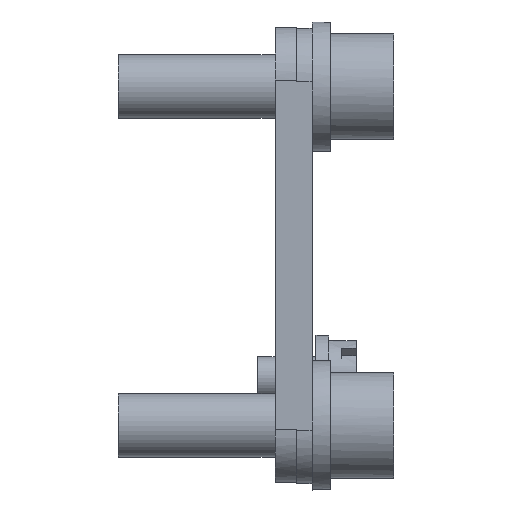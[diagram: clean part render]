
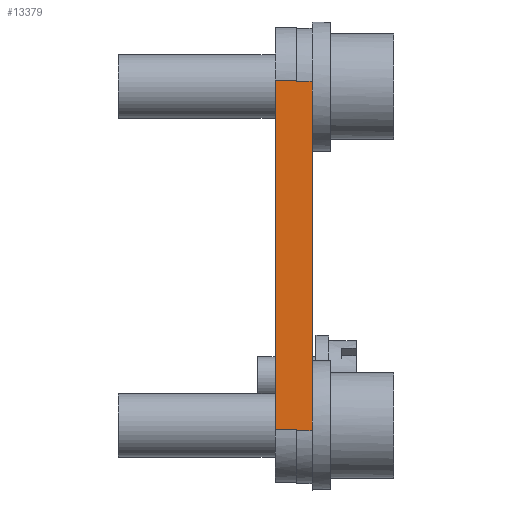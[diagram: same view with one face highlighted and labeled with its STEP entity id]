
A CAD part, left-side view. The second image highlights one B-rep face of the part: STEP entity #13379.
In plain terms, the highlighted free-form (B-spline) face has degree [1, 1] with [2, 2] control points.
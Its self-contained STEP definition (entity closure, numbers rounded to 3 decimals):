
#8692=CARTESIAN_POINT('V487',(-70.5,-3.5,
   16.5));
#8693=VERTEX_POINT('V487',#8692);
#8708=CARTESIAN_POINT('V238',(-70.5,-2.0,
   16.6));
#8709=VERTEX_POINT('V238',#8708);
#8723=CARTESIAN_POINT('V488',(-70.5,-2.0,
   16.5));
#8724=VERTEX_POINT('V488',#8723);
#8725=CARTESIAN_POINT('E724',(-70.5,-2.0,
   16.5));
#8726=CARTESIAN_POINT('E724',(-70.5,-2.0,
   16.55));
#8727=CARTESIAN_POINT('E724',(-70.499,-2.0,
   16.6));
#8735=(BOUNDED_CURVE()B_SPLINE_CURVE(2,(#8725,#8726,#8727),
   .CIRCULAR_ARC.,.F.,.U.)B_SPLINE_CURVE_WITH_KNOTS((3,3),(
   6.573,6.667),.UNSPECIFIED.)CURVE()
   GEOMETRIC_REPRESENTATION_ITEM()RATIONAL_B_SPLINE_CURVE((1.0,
   0.996,0.992))REPRESENTATION_ITEM('E724')
   );
#8736=EDGE_CURVE('E724',#8724,#8709,#8735,.T.);
#8738=CARTESIAN_POINT('E723',(-70.5,-3.5,
   16.5));
#8739=CARTESIAN_POINT('E723',(-70.5,-2.0,
   16.5));
#8740=QUASI_UNIFORM_CURVE('E723',1,(#8738,#8739),.POLYLINE_FORM.,.F.,
   .U.);
#8741=EDGE_CURVE('E723',#8693,#8724,#8740,.T.);
#11336=CARTESIAN_POINT('V286',(-70.5,0.,
   16.6));
#11337=VERTEX_POINT('V286',#11336);
#11351=CARTESIAN_POINT('E431',(-70.5,-2.0,
   16.6));
#11352=CARTESIAN_POINT('E431',(-70.5,0.,
   16.6));
#11353=QUASI_UNIFORM_CURVE('E431',1,(#11351,#11352),.POLYLINE_FORM.,
   .F.,.U.);
#11354=EDGE_CURVE('E431',#8709,#11337,#11353,.T.);
#11364=CARTESIAN_POINT('V294',(-70.5,0.,
   -16.4));
#11365=VERTEX_POINT('V294',#11364);
#11379=CARTESIAN_POINT('E725',(-70.5,0.,
   16.6));
#11380=CARTESIAN_POINT('E725',(-70.5,0.,
   -16.4));
#11381=B_SPLINE_CURVE_WITH_KNOTS('E725',1,(#11379,#11380),
   .POLYLINE_FORM.,.F.,.U.,(2,2),(0.0,16.5),
   .UNSPECIFIED.);
#11382=EDGE_CURVE('E725',#11337,#11365,#11381,.T.);
#11444=CARTESIAN_POINT('V221',(-70.5,-2.0,
   -16.5));
#11445=VERTEX_POINT('V221',#11444);
#11459=CARTESIAN_POINT('V293',(-70.5,-2.0,
   -16.4));
#11460=VERTEX_POINT('V293',#11459);
#11461=CARTESIAN_POINT('E441',(-70.5,-2.0,
   -16.4));
#11462=CARTESIAN_POINT('E441',(-70.5,-2.0,
   -16.45));
#11463=CARTESIAN_POINT('E441',(-70.499,-2.0,
   -16.5));
#11471=(BOUNDED_CURVE()B_SPLINE_CURVE(2,(#11461,#11462,#11463),
   .CIRCULAR_ARC.,.F.,.U.)B_SPLINE_CURVE_WITH_KNOTS((3,3),(
   4.93,5.0),.UNSPECIFIED.)CURVE()
   GEOMETRIC_REPRESENTATION_ITEM()RATIONAL_B_SPLINE_CURVE((1.0,
   0.996,0.992))REPRESENTATION_ITEM('E441')
   );
#11472=EDGE_CURVE('E441',#11460,#11445,#11471,.T.);
#11474=CARTESIAN_POINT('E442',(-70.5,0.,
   -16.4));
#11475=CARTESIAN_POINT('E442',(-70.5,-2.0,
   -16.4));
#11476=QUASI_UNIFORM_CURVE('E442',1,(#11474,#11475),.POLYLINE_FORM.,
   .F.,.U.);
#11477=EDGE_CURVE('E442',#11365,#11460,#11476,.T.);
#11532=CARTESIAN_POINT('V484',(-70.5,
   -3.5,-16.5));
#11533=VERTEX_POINT('V484',#11532);
#11547=CARTESIAN_POINT('E726',(-70.5,-2.0,
   -16.5));
#11548=CARTESIAN_POINT('E726',(-70.5,
   -3.5,-16.5));
#11549=QUASI_UNIFORM_CURVE('E726',1,(#11547,#11548),.POLYLINE_FORM.,
   .F.,.U.);
#11550=EDGE_CURVE('E726',#11445,#11533,#11549,.T.);
#13284=CARTESIAN_POINT('V486',(-70.5,
   -3.5,13.362));
#13285=VERTEX_POINT('V486',#13284);
#13338=CARTESIAN_POINT('E722',(-70.5,
   -3.5,13.362));
#13339=CARTESIAN_POINT('E722',(-70.5,
   -3.5,16.5));
#13340=B_SPLINE_CURVE_WITH_KNOTS('E722',1,(#13338,#13339),
   .POLYLINE_FORM.,.F.,.U.,(2,2),(19.908,22.0),
   .UNSPECIFIED.);
#13341=EDGE_CURVE('E722',#13285,#8693,#13340,.T.);
#13352=CARTESIAN_POINT('F286',(-70.5,
   -3.6,-16.6));
#13353=CARTESIAN_POINT('F286',(-70.5,
   -3.6,16.7));
#13354=CARTESIAN_POINT('F286',(-70.5,0.1,
   -16.6));
#13355=CARTESIAN_POINT('F286',(-70.5,0.1,
   16.7));
#13356=B_SPLINE_SURFACE_WITH_KNOTS('F286',1,1,((#13352,#13354),(
   #13353,#13355)),.PLANE_SURF.,.F.,.F.,.U.,(2,2),(2,2),(0.0,9.0),
   (0.0,1.0),.UNSPECIFIED.);
#13357=CARTESIAN_POINT('V485',(-70.5,
   -3.5,-13.362));
#13358=VERTEX_POINT('V485',#13357);
#13359=CARTESIAN_POINT('E720',(-70.5,
   -3.5,-16.5));
#13360=CARTESIAN_POINT('E720',(-70.5,
   -3.5,-13.362));
#13361=B_SPLINE_CURVE_WITH_KNOTS('E720',1,(#13359,#13360),
   .POLYLINE_FORM.,.F.,.U.,(2,2),(0.0,2.092),
   .UNSPECIFIED.);
#13362=EDGE_CURVE('E720',#11533,#13358,#13361,.T.);
#13363=ORIENTED_EDGE('E720',*,*,#13362,.T.);
#13364=CARTESIAN_POINT('E721',(-70.5,
   -3.5,-13.362));
#13365=CARTESIAN_POINT('E721',(-70.5,
   -3.5,13.362));
#13366=B_SPLINE_CURVE_WITH_KNOTS('E721',1,(#13364,#13365),
   .POLYLINE_FORM.,.F.,.U.,(2,2),(2.092,
   19.908),.UNSPECIFIED.);
#13367=EDGE_CURVE('E721',#13358,#13285,#13366,.T.);
#13368=ORIENTED_EDGE('E721',*,*,#13367,.T.);
#13369=ORIENTED_EDGE('E722',*,*,#13341,.T.);
#13370=ORIENTED_EDGE('F287',*,*,#8741,.T.);
#13371=ORIENTED_EDGE('E724',*,*,#8736,.T.);
#13372=ORIENTED_EDGE('F163',*,*,#11354,.T.);
#13373=ORIENTED_EDGE('E725',*,*,#11382,.T.);
#13374=ORIENTED_EDGE('E442',*,*,#11477,.T.);
#13375=ORIENTED_EDGE('E441',*,*,#11472,.T.);
#13376=ORIENTED_EDGE('E726',*,*,#11550,.T.);
#13377=EDGE_LOOP('F286',(#13363,#13368,#13369,#13370,#13371,#13372,
   #13373,#13374,#13375,#13376));
#13378=FACE_OUTER_BOUND('F286',#13377,.T.);
#13379=ADVANCED_FACE('F286',(#13378),#13356,.T.);
